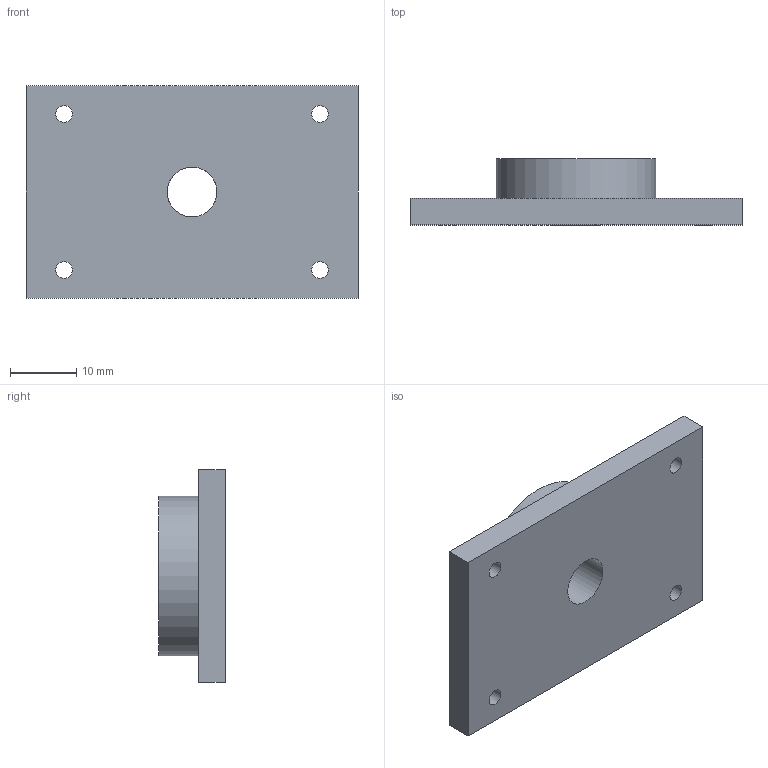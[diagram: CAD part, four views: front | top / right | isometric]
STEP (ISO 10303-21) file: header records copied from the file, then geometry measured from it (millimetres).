
FILE_DESCRIPTION(/* description */ (''),/* implementation_level */ '2;1');
FILE_NAME(/* name */ 'base.stp',/* time_stamp */ '2017-03-11T00:06:51-05:00',/* author */ ('Naga'),/* organization */ (''),/* preprocessor_version */ 'ST-DEVELOPER v16.5',/* originating_system */ 'Autodesk Inventor 2017',/* authorisation */ '');
FILE_SCHEMA (('AUTOMOTIVE_DESIGN { 1 0 10303 214 3 1 1 }'));
Length unit declared in the file: inch
Products named in the file (1): base
Bounding box: 50 x 10 x 32 mm (x, y, z)
Volume: 8322.4 mm3; surface area: 4667 mm2
Topology: 1 solids, 1 shells, 25 faces, 60 edges, 40 vertices
Faces by surface type: plane 15, cylinder 10
Full cylindrical faces by diameter (mm): 1.5 x2, 2.5 x4, 7.5 x1, 24 x1
Entity records: 740 total; most frequent: DIRECTION 126, CARTESIAN_POINT 116, ORIENTED_EDGE 102, EDGE_CURVE 51, AXIS2_PLACEMENT_3D 49, EDGE_LOOP 46, VERTEX_POINT 39, LINE 28
